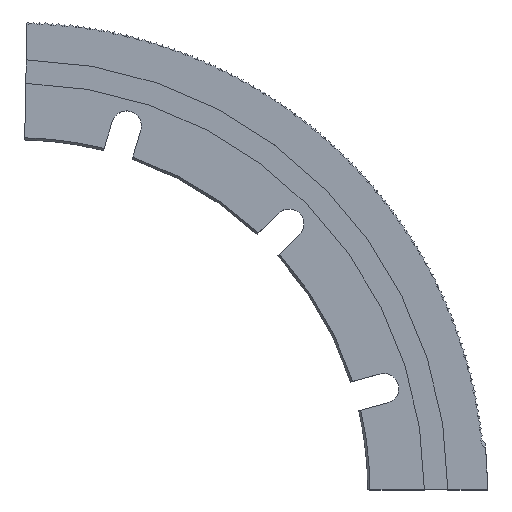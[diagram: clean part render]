
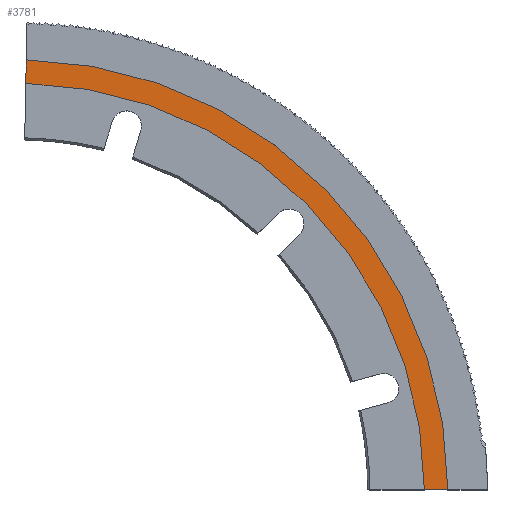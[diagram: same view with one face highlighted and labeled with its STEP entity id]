
A CAD part, top view. The second image highlights one B-rep face of the part: STEP entity #3781.
In plain terms, the highlighted planar face has unit normal (0, 0, 1).
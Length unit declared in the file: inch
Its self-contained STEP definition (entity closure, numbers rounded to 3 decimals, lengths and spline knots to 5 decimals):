
#344 = ORIENTED_EDGE ( 'NONE', *, *, #6715, .T. ) ;
#494 = DIRECTION ( 'NONE',  ( 1., 0., 0. ) ) ;
#605 = DIRECTION ( 'NONE',  ( 1., 0., 0. ) ) ;
#737 = EDGE_CURVE ( 'NONE', #5169, #2216, #5058, .T. ) ;
#802 = LINE ( 'NONE', #4053, #5784 ) ;
#1015 = CARTESIAN_POINT ( 'NONE',  ( 0., 0., -0.045 ) ) ;
#1373 = DIRECTION ( 'NONE',  ( -0.02, -1., 0. ) ) ;
#1614 = VERTEX_POINT ( 'NONE', #4323 ) ;
#1696 = ORIENTED_EDGE ( 'NONE', *, *, #3810, .T. ) ;
#1770 = CARTESIAN_POINT ( 'NONE',  ( 0.11906, 5.95181, -0.045 ) ) ;
#2064 = AXIS2_PLACEMENT_3D ( 'NONE', #5136, #5634, #3641 ) ;
#2074 = EDGE_CURVE ( 'NONE', #1614, #5169, #802, .T. ) ;
#2216 = VERTEX_POINT ( 'NONE', #5205 ) ;
#2432 = AXIS2_PLACEMENT_3D ( 'NONE', #1015, #3148, #494 ) ;
#2714 = DIRECTION ( 'NONE',  ( 1., 0., 0. ) ) ;
#2937 = ORIENTED_EDGE ( 'NONE', *, *, #737, .T. ) ;
#2946 = VERTEX_POINT ( 'NONE', #3563 ) ;
#3148 = DIRECTION ( 'NONE',  ( 0., 0., 1. ) ) ;
#3155 = FACE_OUTER_BOUND ( 'NONE', #3351, .T. ) ;
#3351 = EDGE_LOOP ( 'NONE', ( #2937, #1696, #344, #6592 ) ) ;
#3563 = CARTESIAN_POINT ( 'NONE',  ( 6.29675, 0., -0.045 ) ) ;
#3641 = DIRECTION ( 'NONE',  ( 1., 0., 0. ) ) ;
#3781 = ADVANCED_FACE ( 'NONE', ( #3155 ), #6872, .T. ) ;
#3810 = EDGE_CURVE ( 'NONE', #2216, #2946, #4241, .T. ) ;
#4053 = CARTESIAN_POINT ( 'NONE',  ( 0.12594, 6.29549, -0.045 ) ) ;
#4241 = LINE ( 'NONE', #4764, #5176 ) ;
#4323 = CARTESIAN_POINT ( 'NONE',  ( 0.12594, 6.29549, -0.045 ) ) ;
#4764 = CARTESIAN_POINT ( 'NONE',  ( 5.953, 0., -0.045 ) ) ;
#4802 = CARTESIAN_POINT ( 'NONE',  ( 0., 0., -0.045 ) ) ;
#5058 = CIRCLE ( 'NONE', #2064, 5.953 ) ;
#5136 = CARTESIAN_POINT ( 'NONE',  ( 0., 0., -0.045 ) ) ;
#5169 = VERTEX_POINT ( 'NONE', #1770 ) ;
#5176 = VECTOR ( 'NONE', #2714, 39.37008 ) ;
#5205 = CARTESIAN_POINT ( 'NONE',  ( 5.953, 0., -0.045 ) ) ;
#5245 = DIRECTION ( 'NONE',  ( 0., 0., 1. ) ) ;
#5620 = AXIS2_PLACEMENT_3D ( 'NONE', #4802, #5245, #605 ) ;
#5634 = DIRECTION ( 'NONE',  ( 0., 0., -1. ) ) ;
#5784 = VECTOR ( 'NONE', #1373, 39.37008 ) ;
#6592 = ORIENTED_EDGE ( 'NONE', *, *, #2074, .T. ) ;
#6671 = CIRCLE ( 'NONE', #2432, 6.29675 ) ;
#6715 = EDGE_CURVE ( 'NONE', #2946, #1614, #6671, .T. ) ;
#6872 = PLANE ( 'NONE',  #5620 ) ;
